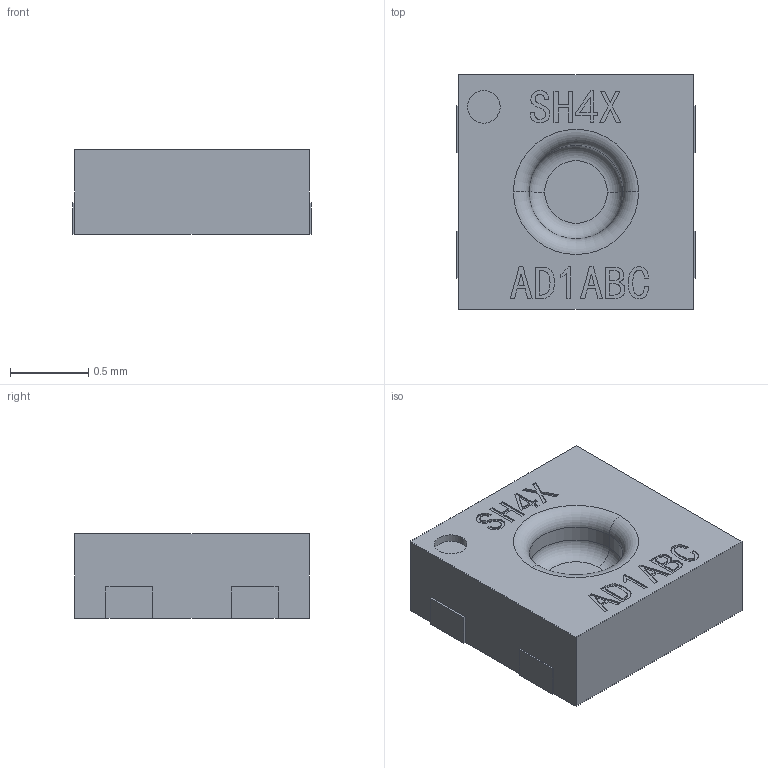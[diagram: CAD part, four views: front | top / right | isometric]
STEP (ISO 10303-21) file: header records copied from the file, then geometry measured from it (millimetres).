
FILE_DESCRIPTION (( 'STEP AP214' ), '1' );
FILE_NAME ('AF2A9F65-5F86-47DB-BF73-38C91065DB55.STEP', '2024-04-11T06:38:37', ( '' ), ( '' ), 'SwSTEP 2.0', 'SolidWorks 2022', '' );
FILE_SCHEMA (( 'AUTOMOTIVE_DESIGN' ));
Length unit declared in the file: millimetre
Products named in the file (1): AF2A9F65-5F86-47DB-BF73-38C91065DB55
Bounding box: 1.52 x 1.5 x 0.54 mm (x, y, z)
Volume: 1.1 mm3; surface area: 8.5 mm2
Topology: 1 solids, 1 shells, 175 faces, 458 edges, 304 vertices
Faces by surface type: plane 133, bspline 34, torus 4, cylinder 4
Entity records: 7755 total; most frequent: CARTESIAN_POINT 3148, ORIENTED_EDGE 916, DIRECTION 690, EDGE_CURVE 458, LINE 374, VECTOR 374, VERTEX_POINT 304, EDGE_LOOP 194
